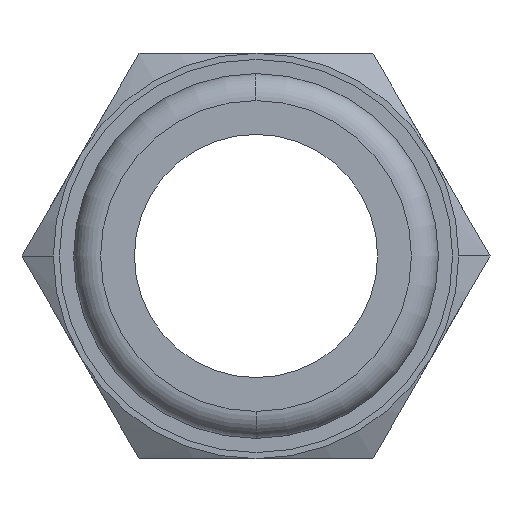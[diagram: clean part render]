
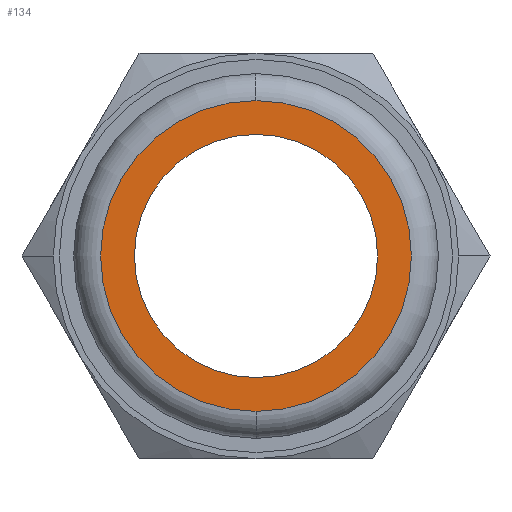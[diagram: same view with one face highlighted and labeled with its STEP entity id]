
A CAD part, front view. The second image highlights one B-rep face of the part: STEP entity #134.
In plain terms, the highlighted planar face has unit normal (0, -1, 0).
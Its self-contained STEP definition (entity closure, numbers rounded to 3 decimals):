
#134=ADVANCED_FACE('',(#287,#288),#289,.T.);
#287=FACE_BOUND('',#456,.T.);
#288=FACE_OUTER_BOUND('',#457,.T.);
#289=PLANE('',#458);
#456=EDGE_LOOP('',(#776,#777));
#457=EDGE_LOOP('',(#778,#779,#780));
#458=AXIS2_PLACEMENT_3D('',#781,#782,#783);
#776=ORIENTED_EDGE('',*,*,#976,.T.);
#777=ORIENTED_EDGE('',*,*,#1045,.T.);
#778=ORIENTED_EDGE('',*,*,#1024,.F.);
#779=ORIENTED_EDGE('',*,*,#1023,.F.);
#780=ORIENTED_EDGE('',*,*,#1021,.F.);
#781=CARTESIAN_POINT('',(2.875,0.0,0.0));
#782=DIRECTION('',(-0.0,-1.0,-0.0));
#783=DIRECTION('',(-1.0,0.0,0.0));
#976=EDGE_CURVE('',#1154,#1152,#1155,.T.);
#1021=EDGE_CURVE('',#1223,#1216,#1225,.T.);
#1023=EDGE_CURVE('',#1216,#1227,#1228,.T.);
#1024=EDGE_CURVE('',#1227,#1223,#1229,.T.);
#1045=EDGE_CURVE('',#1152,#1154,#1259,.T.);
#1152=VERTEX_POINT('',#1440);
#1154=VERTEX_POINT('',#1443);
#1155=CIRCLE('',#1444,4.5);
#1216=VERTEX_POINT('',#1625);
#1223=VERTEX_POINT('',#1632);
#1225=CIRCLE('',#1634,5.75);
#1227=VERTEX_POINT('',#1636);
#1228=CIRCLE('',#1637,5.75);
#1229=CIRCLE('',#1638,5.75);
#1259=CIRCLE('',#1670,4.5);
#1440=CARTESIAN_POINT('',(4.5,0.0,0.));
#1443=CARTESIAN_POINT('',(-4.5,0.0,0.));
#1444=AXIS2_PLACEMENT_3D('',#1888,#1889,#1890);
#1625=CARTESIAN_POINT('',(0.,0.0,5.75));
#1632=CARTESIAN_POINT('',(0.,0.0,-5.75));
#1634=AXIS2_PLACEMENT_3D('',#1943,#1944,#1945);
#1636=CARTESIAN_POINT('',(5.75,0.0,0.0));
#1637=AXIS2_PLACEMENT_3D('',#1946,#1947,#1948);
#1638=AXIS2_PLACEMENT_3D('',#1949,#1950,#1951);
#1670=AXIS2_PLACEMENT_3D('',#1993,#1994,#1995);
#1888=CARTESIAN_POINT('',(0.0,0.0,0.0));
#1889=DIRECTION('',(-0.0,1.0,0.0));
#1890=DIRECTION('',(1.0,0.0,0.0));
#1943=CARTESIAN_POINT('',(0.0,0.0,0.0));
#1944=DIRECTION('',(-0.0,1.0,0.0));
#1945=DIRECTION('',(1.0,0.0,0.0));
#1946=CARTESIAN_POINT('',(0.0,0.0,0.0));
#1947=DIRECTION('',(-0.0,1.0,0.0));
#1948=DIRECTION('',(1.0,0.0,0.0));
#1949=CARTESIAN_POINT('',(0.0,0.0,0.0));
#1950=DIRECTION('',(-0.0,1.0,0.0));
#1951=DIRECTION('',(1.0,0.0,0.0));
#1993=CARTESIAN_POINT('',(0.0,0.0,0.0));
#1994=DIRECTION('',(-0.0,1.0,0.0));
#1995=DIRECTION('',(1.0,0.0,0.0));
